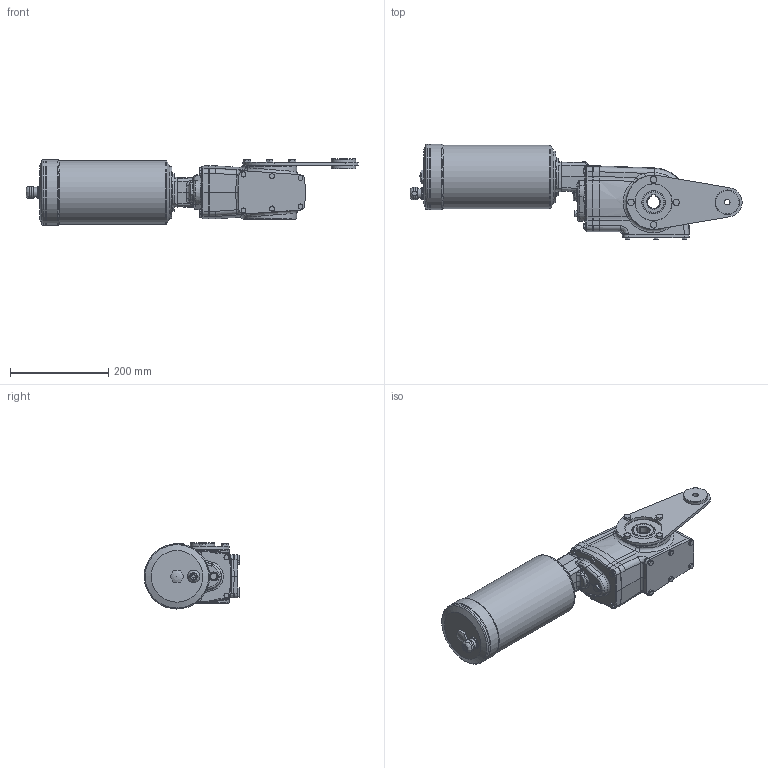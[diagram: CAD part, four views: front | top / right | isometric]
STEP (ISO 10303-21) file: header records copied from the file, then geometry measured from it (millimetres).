
FILE_DESCRIPTION( ( 'Unknown' ), '1' );
FILE_NAME( '5245ABB34F5CE9CA5F819B9BD71F21B.3d.stp', 'Unknown', ( 'Unknown' ), ( 'Unknown' ), 'PSStep 10.1', 'Unknown', ' ' );
FILE_SCHEMA( ( 'AUTOMOTIVE_DESIGN { 1 0 10303 214 1 1 1 1 }' ) );
Length unit declared in the file: millimetre
Products named in the file (1): X43N
Bounding box: 675.4 x 194.5 x 134.5 mm (x, y, z)
Volume: 6485341.1 mm3; surface area: 327281.4 mm2
Topology: 1 solids, 17 shells, 921 faces, 2153 edges, 1329 vertices
Faces by surface type: plane 345, cylinder 228, cone 204, bspline 78, torus 61, extrusion 4, sphere 1
Full cylindrical faces by diameter (mm): 4.134 x1, 4.917 x8, 6 x4, 6.5 x4, 6.647 x32, 7 x5, 8 x4, 8.9 x12, 10 x4, 11 x5, 11.6 x4, 13.4 x1, 14 x1, 16.662 x1, 17 x1, 18 x1, 20 x1, 39 x1, 40 x3, 40.1 x1, 40.2 x1, 47.5 x2, 50 x2, 52 x1, 70 x2, 75 x2, 75.5 x1, 105 x1, 128.98 x1, 129 x2
Entity records: 39370 total; most frequent: CARTESIAN_POINT 12979, DIRECTION 3919, ORIENTED_EDGE 3630, EDGE_CURVE 1815, AXIS2_PLACEMENT_3D 1653, VERTEX_POINT 1240, EDGE_LOOP 1238, FACE_OUTER_BOUND 1087
